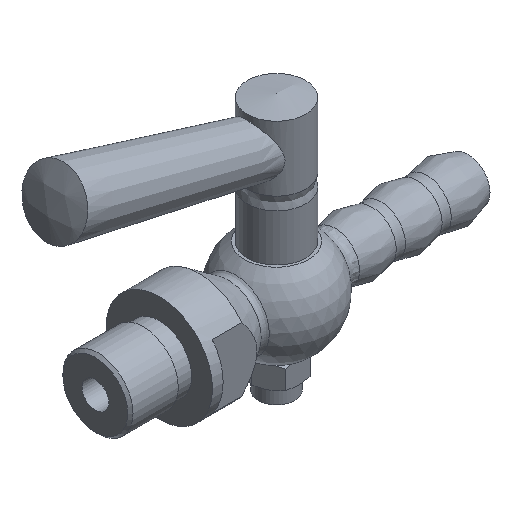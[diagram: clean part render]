
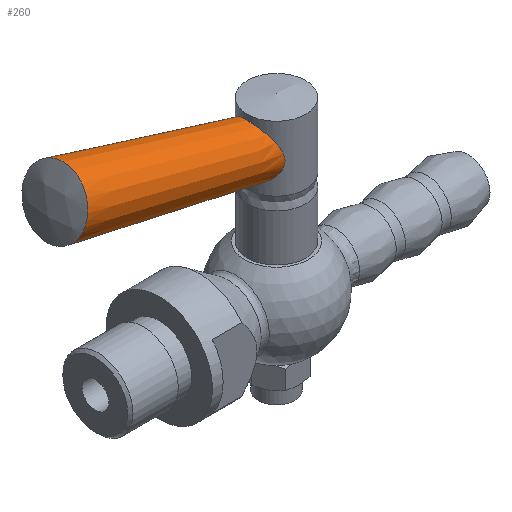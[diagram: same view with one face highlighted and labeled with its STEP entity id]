
A CAD part, isometric view. The second image highlights one B-rep face of the part: STEP entity #260.
In plain terms, the highlighted conical face has half-angle 1.994 degrees and reference radius 5.25 mm.
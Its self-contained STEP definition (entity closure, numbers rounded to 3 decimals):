
#164=CARTESIAN_POINT('',(13.208,0.0,29.575));
#165=DIRECTION('',(-0.966,0.0,0.259));
#166=DIRECTION('',(0.259,0.0,0.966));
#167=AXIS2_PLACEMENT_3D('',#164,#165,#166);
#168=CONICAL_SURFACE('',#167,5.25,1.994);
#169=CARTESIAN_POINT('',(-6.045,0.0,40.945));
#170=VERTEX_POINT('',#169);
#171=CARTESIAN_POINT('',(-7.598,0.0,35.15));
#172=DIRECTION('',(-0.966,0.0,0.259));
#173=DIRECTION('',(0.259,0.0,0.966));
#174=AXIS2_PLACEMENT_3D('',#171,#172,#173);
#175=CIRCLE('',#174,6.);
#176=EDGE_CURVE('',#170,#170,#175,.T.);
#177=ORIENTED_EDGE('',*,*,#176,.F.);
#178=EDGE_LOOP('',(#177));
#179=FACE_OUTER_BOUND('',#178,.T.);
#180=CARTESIAN_POINT('',(31.011,-4.608,24.849));
#181=VERTEX_POINT('',#180);
#182=CARTESIAN_POINT('',(31.011,-4.608,24.849));
#183=CARTESIAN_POINT('',(31.011,-4.608,24.463));
#184=CARTESIAN_POINT('',(30.941,-4.565,24.082));
#185=CARTESIAN_POINT('',(30.813,-4.473,23.725));
#186=CARTESIAN_POINT('',(30.623,-4.337,23.193));
#187=CARTESIAN_POINT('',(30.316,-4.096,22.717));
#188=CARTESIAN_POINT('',(30.013,-3.775,22.316));
#189=CARTESIAN_POINT('',(29.891,-3.646,22.154));
#190=CARTESIAN_POINT('',(29.77,-3.504,22.004));
#191=CARTESIAN_POINT('',(29.654,-3.354,21.868));
#192=CARTESIAN_POINT('',(29.554,-3.223,21.749));
#193=CARTESIAN_POINT('',(29.455,-3.084,21.637));
#194=CARTESIAN_POINT('',(29.359,-2.931,21.531));
#195=CARTESIAN_POINT('',(29.108,-2.533,21.253));
#196=CARTESIAN_POINT('',(28.884,-2.056,21.025));
#197=CARTESIAN_POINT('',(28.734,-1.542,20.874));
#198=CARTESIAN_POINT('',(28.61,-1.117,20.749));
#199=CARTESIAN_POINT('',(28.536,-0.665,20.677));
#200=CARTESIAN_POINT('',(28.518,-0.223,20.659));
#201=CARTESIAN_POINT('',(28.507,0.033,20.649));
#202=CARTESIAN_POINT('',(28.515,0.287,20.656));
#203=CARTESIAN_POINT('',(28.54,0.544,20.681));
#204=CARTESIAN_POINT('',(28.593,1.079,20.733));
#205=CARTESIAN_POINT('',(28.729,1.612,20.867));
#206=CARTESIAN_POINT('',(28.926,2.091,21.069));
#207=CARTESIAN_POINT('',(29.069,2.439,21.217));
#208=CARTESIAN_POINT('',(29.244,2.76,21.401));
#209=CARTESIAN_POINT('',(29.429,3.038,21.608));
#210=CARTESIAN_POINT('',(29.557,3.232,21.752));
#211=CARTESIAN_POINT('',(29.688,3.404,21.904));
#212=CARTESIAN_POINT('',(29.826,3.566,22.075));
#213=CARTESIAN_POINT('',(30.108,3.898,22.426));
#214=CARTESIAN_POINT('',(30.414,4.169,22.847));
#215=CARTESIAN_POINT('',(30.644,4.347,23.323));
#216=CARTESIAN_POINT('',(30.813,4.478,23.672));
#217=CARTESIAN_POINT('',(30.938,4.56,24.052));
#218=CARTESIAN_POINT('',(30.987,4.592,24.446));
#219=CARTESIAN_POINT('',(31.031,4.622,24.809));
#220=CARTESIAN_POINT('',(31.012,4.61,25.179));
#221=CARTESIAN_POINT('',(30.945,4.565,25.541));
#222=CARTESIAN_POINT('',(30.826,4.485,26.183));
#223=CARTESIAN_POINT('',(30.568,4.304,26.808));
#224=CARTESIAN_POINT('',(30.288,4.046,27.383));
#225=CARTESIAN_POINT('',(30.111,3.883,27.745));
#226=CARTESIAN_POINT('',(29.925,3.69,28.087));
#227=CARTESIAN_POINT('',(29.749,3.473,28.395));
#228=CARTESIAN_POINT('',(29.66,3.364,28.55));
#229=CARTESIAN_POINT('',(29.573,3.249,28.698));
#230=CARTESIAN_POINT('',(29.485,3.122,28.845));
#231=CARTESIAN_POINT('',(29.23,2.752,29.271));
#232=CARTESIAN_POINT('',(28.982,2.291,29.661));
#233=CARTESIAN_POINT('',(28.804,1.765,29.938));
#234=CARTESIAN_POINT('',(28.652,1.317,30.173));
#235=CARTESIAN_POINT('',(28.551,0.822,30.326));
#236=CARTESIAN_POINT('',(28.522,0.313,30.37));
#237=CARTESIAN_POINT('',(28.497,-0.131,30.409));
#238=CARTESIAN_POINT('',(28.527,-0.584,30.363));
#239=CARTESIAN_POINT('',(28.607,-1.011,30.241));
#240=CARTESIAN_POINT('',(28.713,-1.578,30.079));
#241=CARTESIAN_POINT('',(28.906,-2.102,29.783));
#242=CARTESIAN_POINT('',(29.137,-2.545,29.413));
#243=CARTESIAN_POINT('',(29.249,-2.759,29.235));
#244=CARTESIAN_POINT('',(29.369,-2.954,29.039));
#245=CARTESIAN_POINT('',(29.49,-3.13,28.836));
#246=CARTESIAN_POINT('',(29.614,-3.309,28.629));
#247=CARTESIAN_POINT('',(29.737,-3.465,28.418));
#248=CARTESIAN_POINT('',(29.866,-3.612,28.188));
#249=CARTESIAN_POINT('',(30.148,-3.937,27.68));
#250=CARTESIAN_POINT('',(30.449,-4.199,27.098));
#251=CARTESIAN_POINT('',(30.677,-4.372,26.485));
#252=CARTESIAN_POINT('',(30.872,-4.522,25.957));
#253=CARTESIAN_POINT('',(31.011,-4.608,25.406));
#254=CARTESIAN_POINT('',(31.011,-4.608,24.849));
#255=B_SPLINE_CURVE_WITH_KNOTS('',3,(#182,#183,#184,#185,#186,#187,#188,#189,#190,#191,#192,#193,#194,#195,#196,#197,#198,#199,#200,#201,#202,#203,#204,#205,#206,#207,#208,#209,#210,#211,#212,#213,#214,#215,#216,#217,#218,#219,#220,#221,#222,#223,#224,#225,#226,#227,#228,#229,#230,#231,#232,#233,#234,#235,#236,#237,#238,#239,#240,#241,#242,#243,#244,#245,#246,#247,#248,#249,#250,#251,#252,#253,#254),.UNSPECIFIED.,.T.,.U.,(4,3,3,3,3,3,3,3,3,3,3,3,3,3,3,3,3,3,3,3,3,3,3,3,4),(0.0,0.116,0.288,0.357,0.418,0.577,0.708,0.784,0.942,1.057,1.137,1.3,1.42,1.53,1.726,1.849,1.911,2.092,2.245,2.38,2.558,2.644,2.732,2.926,3.093),.UNSPECIFIED.);
#256=EDGE_CURVE('',#181,#181,#255,.T.);
#257=ORIENTED_EDGE('',*,*,#256,.F.);
#258=EDGE_LOOP('',(#257));
#259=FACE_BOUND('',#258,.T.);
#260=ADVANCED_FACE('',(#179,#259),#168,.T.);
